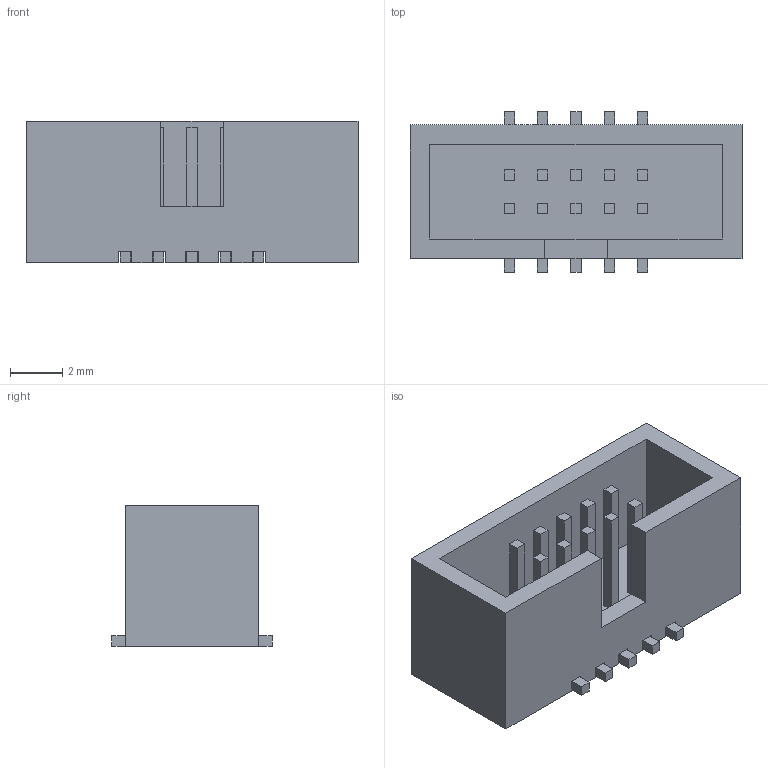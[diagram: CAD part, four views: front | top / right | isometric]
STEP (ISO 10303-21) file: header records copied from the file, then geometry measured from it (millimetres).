
FILE_DESCRIPTION (( 'STEP AP214' ), '1' );
FILE_NAME ('User Library-DC-xP-1.27mm.STEP', '2022-01-05T12:11:40', ( '' ), ( '' ), 'SwSTEP 2.0', 'SolidWorks 2021', '' );
FILE_SCHEMA (( 'AUTOMOTIVE_DESIGN' ));
Length unit declared in the file: millimetre
Products named in the file (1): User Library-DC-xP-1.27mm
Bounding box: 12.65 x 6.1 x 5.4 mm (x, y, z)
Volume: 170.7 mm3; surface area: 565.3 mm2
Topology: 1 solids, 1 shells, 174 faces, 416 edges, 264 vertices
Faces by surface type: plane 154, cylinder 20
Entity records: 6868 total; most frequent: CARTESIAN_POINT 855, ORIENTED_EDGE 832, DIRECTION 806, EDGE_CURVE 416, LINE 376, VECTOR 376, VERTEX_POINT 264, AXIS2_PLACEMENT_3D 215
